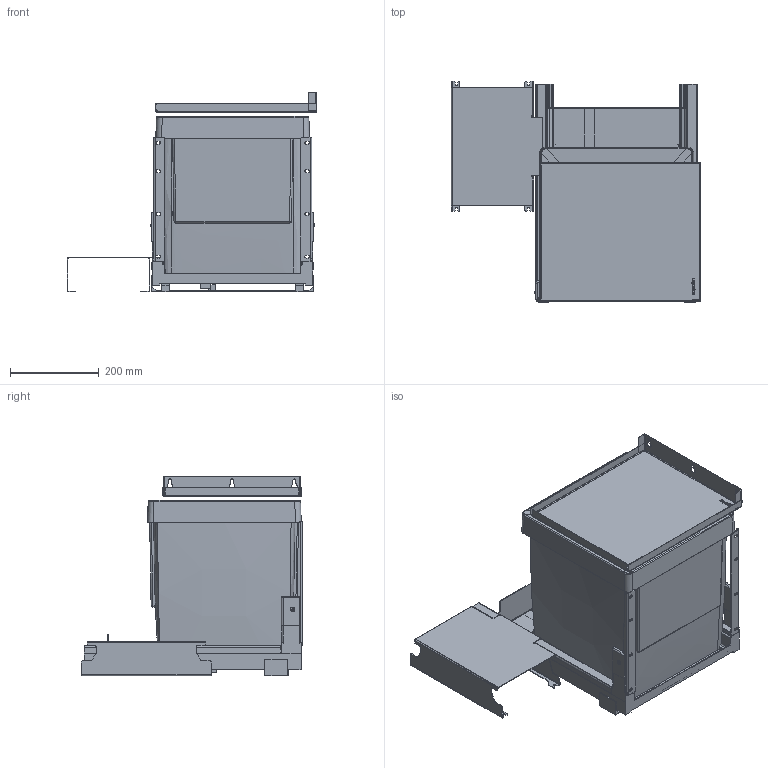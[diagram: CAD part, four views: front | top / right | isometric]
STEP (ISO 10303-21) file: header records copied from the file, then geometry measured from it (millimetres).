
FILE_DESCRIPTION(/* description */ (''),/* implementation_level */ '2;1');
FILE_NAME(/* name */ '3D_200-2788-XX_EU_re.sat.ipt.stp',/* time_stamp */ '2024-03-15T10:34:55+01:00',/* author */ (''),/* organization */ (''),/* preprocessor_version */ 'ST-DEVELOPER v18.1',/* originating_system */ 'Autodesk Inventor 2021',/* authorisation */ '');
FILE_SCHEMA (('CONFIG_CONTROL_DESIGN'));
Length unit declared in the file: millimetre
Products named in the file (1): 3D_200-2788-XX_EU_re.sat
Bounding box: 562 x 497.55 x 449.8 mm (x, y, z)
Volume: 40335353.4 mm3; surface area: 1651450.9 mm2
Topology: 3 solids, 3 shells, 1150 faces, 3175 edges, 2046 vertices
Faces by surface type: plane 660, cylinder 382, bspline 68, cone 24, sphere 12, torus 4
Full cylindrical faces by diameter (mm): 6.5 x8, 10 x2
Entity records: 40514 total; most frequent: CARTESIAN_POINT 10010, ORIENTED_EDGE 6338, DIRECTION 5859, EDGE_CURVE 3169, LINE 2077, VECTOR 2077, VERTEX_POINT 2046, AXIS2_PLACEMENT_3D 1891
